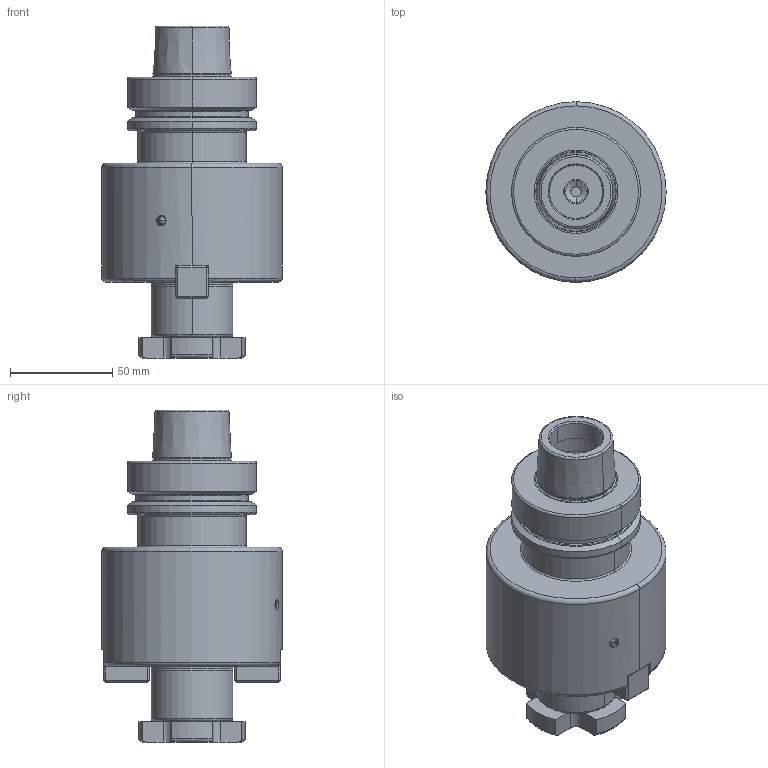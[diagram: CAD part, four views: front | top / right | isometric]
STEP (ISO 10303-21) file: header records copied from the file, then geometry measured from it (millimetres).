
FILE_DESCRIPTION((''),'2;1');
FILE_NAME('F63_11_40','2020-08-28T',('103090'),(''),'CREO PARAMETRIC BY PTC INC, 2016260','CREO PARAMETRIC BY PTC INC, 2016260','');
FILE_SCHEMA(('CONFIG_CONTROL_DESIGN'));
Length unit declared in the file: millimetre
Products named in the file (1): F63_11_40
Bounding box: 88 x 88 x 162 mm (x, y, z)
Volume: 495029.4 mm3; surface area: 65108.8 mm2
Topology: 3 solids, 12 shells, 411 faces, 918 edges, 512 vertices
Faces by surface type: cone 140, plane 119, cylinder 100, torus 48, sphere 4
Entity records: 11595 total; most frequent: CARTESIAN_POINT 2433, DIRECTION 2068, ORIENTED_EDGE 1780, EDGE_CURVE 890, AXIS2_PLACEMENT_3D 824, VERTEX_POINT 512, EDGE_LOOP 444, VECTOR 420
